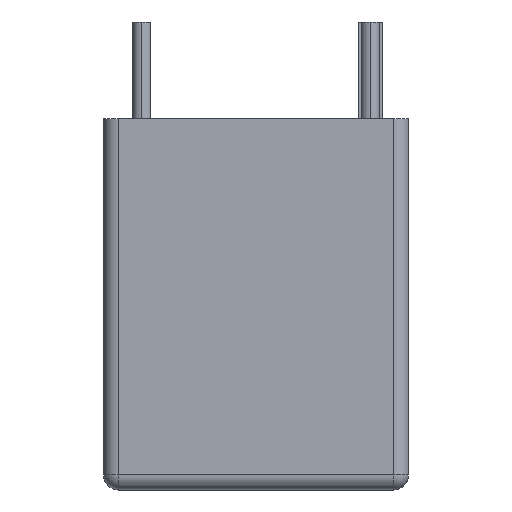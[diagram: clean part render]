
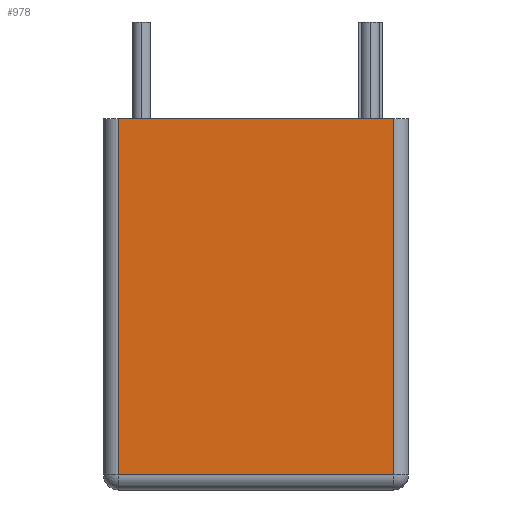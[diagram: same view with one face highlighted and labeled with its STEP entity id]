
A CAD part, left-side view. The second image highlights one B-rep face of the part: STEP entity #978.
In plain terms, the highlighted planar face has unit normal (-1, 0, 0).
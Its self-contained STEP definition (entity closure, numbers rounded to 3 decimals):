
#169=DIRECTION('',(0.,0.,-1.));
#170=VECTOR('',#169,11.8);
#171=CARTESIAN_POINT('',(-14.25,-4.55,0.));
#172=LINE('',#171,#170);
#173=DIRECTION('',(0.,-1.,0.));
#174=VECTOR('',#173,9.1);
#175=CARTESIAN_POINT('',(-14.25,4.55,-11.8));
#176=LINE('',#175,#174);
#177=DIRECTION('',(0.,0.,1.));
#178=VECTOR('',#177,11.8);
#179=CARTESIAN_POINT('',(-14.25,4.55,-11.8));
#180=LINE('',#179,#178);
#265=DIRECTION('',(0.,-1.,0.));
#266=VECTOR('',#265,9.1);
#267=CARTESIAN_POINT('',(-14.25,4.55,0.));
#268=LINE('',#267,#266);
#868=CARTESIAN_POINT('',(-14.25,4.55,-11.8));
#870=VERTEX_POINT('',#868);
#872=CARTESIAN_POINT('',(-14.25,-4.55,-11.8));
#873=VERTEX_POINT('',#872);
#888=CARTESIAN_POINT('',(-14.25,-4.55,0.));
#890=VERTEX_POINT('',#888);
#893=CARTESIAN_POINT('',(-14.25,4.55,0.));
#895=VERTEX_POINT('',#893);
#965=CARTESIAN_POINT('',(-14.25,5.05,-12.3));
#966=DIRECTION('',(-1.,0.,0.));
#967=DIRECTION('',(0.,0.,1.));
#968=AXIS2_PLACEMENT_3D('',#965,#966,#967);
#969=PLANE('',#968);
#971=ORIENTED_EDGE('',*,*,#970,.T.);
#972=ORIENTED_EDGE('',*,*,#956,.F.);
#973=ORIENTED_EDGE('',*,*,#932,.T.);
#975=ORIENTED_EDGE('',*,*,#974,.T.);
#976=EDGE_LOOP('',(#971,#972,#973,#975));
#977=FACE_OUTER_BOUND('',#976,.F.);
#932=EDGE_CURVE('',#870,#895,#180,.T.);
#956=EDGE_CURVE('',#870,#873,#176,.T.);
#970=EDGE_CURVE('',#890,#873,#172,.T.);
#974=EDGE_CURVE('',#895,#890,#268,.T.);
#978=ADVANCED_FACE('',(#977),#969,.T.);
